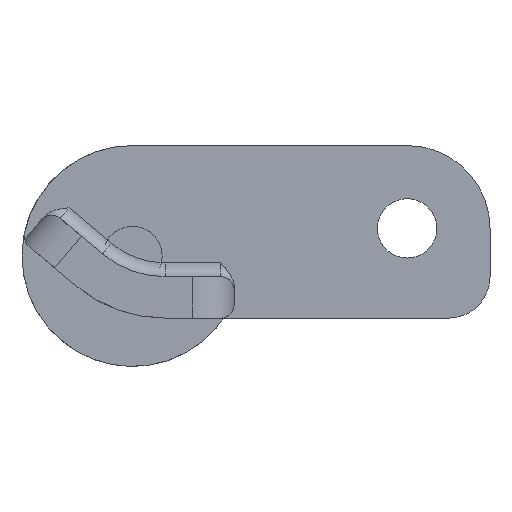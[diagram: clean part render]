
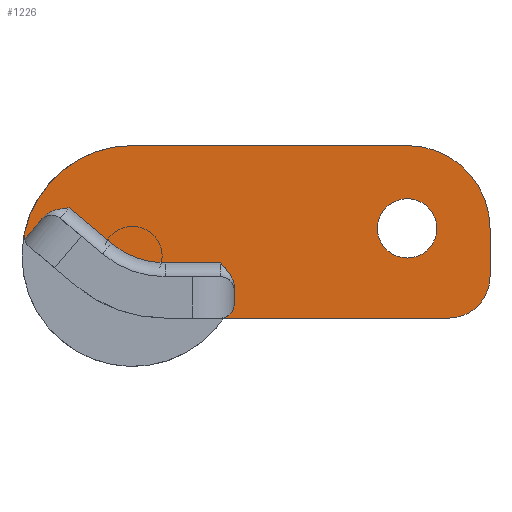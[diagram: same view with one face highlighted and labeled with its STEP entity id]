
A CAD part, front view. The second image highlights one B-rep face of the part: STEP entity #1226.
In plain terms, the highlighted planar face has unit normal (0, -1, 0).
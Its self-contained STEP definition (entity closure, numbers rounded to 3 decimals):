
#21=B_SPLINE_CURVE_WITH_KNOTS('',3,(#1903,#1904,#1905,#1906,#1907,#1908,
#1909,#1910),.UNSPECIFIED.,.F.,.F.,(4,2,2,4),(0.,0.102,0.151,
0.193),.UNSPECIFIED.);
#23=B_SPLINE_CURVE_WITH_KNOTS('',3,(#1950,#1951,#1952,#1953,#1954,#1955),
 .UNSPECIFIED.,.F.,.F.,(4,2,4),(0.506,0.582,0.7),
 .UNSPECIFIED.);
#65=LINE('',#1868,#158);
#75=LINE('',#1918,#168);
#83=LINE('',#1972,#176);
#87=LINE('',#1981,#180);
#88=LINE('',#1988,#181);
#126=LINE('',#2202,#219);
#127=LINE('',#2205,#220);
#158=VECTOR('',#1488,10.);
#168=VECTOR('',#1518,10.);
#176=VECTOR('',#1546,10.);
#180=VECTOR('',#1554,10.);
#181=VECTOR('',#1565,10.);
#219=VECTOR('',#1741,10.);
#220=VECTOR('',#1744,10.);
#261=FACE_BOUND('',#424,.T.);
#287=PLANE('',#1378);
#349=FACE_OUTER_BOUND('',#423,.T.);
#423=EDGE_LOOP('',(#1116,#1117,#1118,#1119,#1120,#1121,#1122,#1123,#1124,
#1125,#1126,#1127,#1128,#1129,#1130));
#424=EDGE_LOOP('',(#1131));
#463=CIRCLE('',#1308,6.062);
#472=CIRCLE('',#1324,1.);
#473=CIRCLE('',#1326,1.);
#482=CIRCLE('',#1337,8.);
#502=CIRCLE('',#1379,3.);
#503=CIRCLE('',#1380,6.);
#504=CIRCLE('',#1381,2.15);
#536=VERTEX_POINT('',#1865);
#537=VERTEX_POINT('',#1867);
#548=VERTEX_POINT('',#1901);
#549=VERTEX_POINT('',#1902);
#551=VERTEX_POINT('',#1916);
#559=VERTEX_POINT('',#1947);
#560=VERTEX_POINT('',#1949);
#563=VERTEX_POINT('',#1971);
#566=VERTEX_POINT('',#1979);
#567=VERTEX_POINT('',#1983);
#584=VERTEX_POINT('',#2043);
#590=VERTEX_POINT('',#2069);
#617=VERTEX_POINT('',#2199);
#618=VERTEX_POINT('',#2201);
#619=VERTEX_POINT('',#2203);
#620=VERTEX_POINT('',#2206);
#665=EDGE_CURVE('',#537,#536,#65,.T.);
#678=EDGE_CURVE('',#548,#549,#21,.F.);
#683=EDGE_CURVE('',#548,#551,#75,.T.);
#694=EDGE_CURVE('',#559,#560,#23,.F.);
#699=EDGE_CURVE('',#563,#560,#83,.T.);
#704=EDGE_CURVE('',#566,#559,#87,.T.);
#706=EDGE_CURVE('',#567,#566,#463,.T.);
#708=EDGE_CURVE('',#549,#567,#88,.T.);
#731=EDGE_CURVE('',#563,#584,#472,.T.);
#734=EDGE_CURVE('',#537,#551,#473,.F.);
#747=EDGE_CURVE('',#590,#584,#482,.T.);
#790=EDGE_CURVE('',#617,#536,#502,.T.);
#791=EDGE_CURVE('',#617,#618,#126,.T.);
#792=EDGE_CURVE('',#618,#619,#503,.T.);
#793=EDGE_CURVE('',#619,#590,#127,.T.);
#794=EDGE_CURVE('',#620,#620,#504,.T.);
#1116=ORIENTED_EDGE('',*,*,#683,.T.);
#1117=ORIENTED_EDGE('',*,*,#734,.F.);
#1118=ORIENTED_EDGE('',*,*,#665,.T.);
#1119=ORIENTED_EDGE('',*,*,#790,.F.);
#1120=ORIENTED_EDGE('',*,*,#791,.T.);
#1121=ORIENTED_EDGE('',*,*,#792,.T.);
#1122=ORIENTED_EDGE('',*,*,#793,.T.);
#1123=ORIENTED_EDGE('',*,*,#747,.T.);
#1124=ORIENTED_EDGE('',*,*,#731,.F.);
#1125=ORIENTED_EDGE('',*,*,#699,.T.);
#1126=ORIENTED_EDGE('',*,*,#694,.F.);
#1127=ORIENTED_EDGE('',*,*,#704,.F.);
#1128=ORIENTED_EDGE('',*,*,#706,.F.);
#1129=ORIENTED_EDGE('',*,*,#708,.F.);
#1130=ORIENTED_EDGE('',*,*,#678,.F.);
#1131=ORIENTED_EDGE('',*,*,#794,.T.);
#1226=ADVANCED_FACE('',(#349,#261),#287,.T.);
#1308=AXIS2_PLACEMENT_3D('',#1985,#1559,#1560);
#1324=AXIS2_PLACEMENT_3D('',#2044,#1605,#1606);
#1326=AXIS2_PLACEMENT_3D('',#2058,#1610,#1611);
#1337=AXIS2_PLACEMENT_3D('',#2083,#1636,#1637);
#1378=AXIS2_PLACEMENT_3D('',#2198,#1737,#1738);
#1379=AXIS2_PLACEMENT_3D('',#2200,#1739,#1740);
#1380=AXIS2_PLACEMENT_3D('',#2204,#1742,#1743);
#1381=AXIS2_PLACEMENT_3D('',#2207,#1745,#1746);
#1488=DIRECTION('',(1.,0.,0.));
#1518=DIRECTION('',(0.,0.,-1.));
#1546=DIRECTION('',(0.643,0.,0.766));
#1554=DIRECTION('',(-0.766,0.,0.643));
#1559=DIRECTION('center_axis',(0.,1.,0.));
#1560=DIRECTION('ref_axis',(-0.342,0.,-0.94));
#1565=DIRECTION('',(-1.,0.,0.));
#1605=DIRECTION('center_axis',(0.,1.,0.));
#1606=DIRECTION('ref_axis',(-0.946,0.,-0.325));
#1610=DIRECTION('center_axis',(0.,1.,0.));
#1611=DIRECTION('ref_axis',(0.707,0.,-0.707));
#1636=DIRECTION('center_axis',(0.,-1.,0.));
#1637=DIRECTION('ref_axis',(1.,0.,0.));
#1737=DIRECTION('center_axis',(0.,-1.,0.));
#1738=DIRECTION('ref_axis',(1.,0.,0.));
#1739=DIRECTION('center_axis',(0.,1.,0.));
#1740=DIRECTION('ref_axis',(0.707,0.,-0.707));
#1741=DIRECTION('',(0.,0.,1.));
#1742=DIRECTION('center_axis',(0.,-1.,0.));
#1743=DIRECTION('ref_axis',(1.,0.,0.));
#1744=DIRECTION('',(-1.,0.,0.));
#1745=DIRECTION('center_axis',(0.,1.,0.));
#1746=DIRECTION('ref_axis',(1.,0.,0.));
#1865=CARTESIAN_POINT('',(156.53,5.5,-167.5));
#1867=CARTESIAN_POINT('',(140.,5.5,-167.5));
#1868=CARTESIAN_POINT('',(136.,5.5,-167.5));
#1901=CARTESIAN_POINT('',(141.,5.5,-165.232));
#1902=CARTESIAN_POINT('',(140.,5.5,-163.5));
#1903=CARTESIAN_POINT('Ctrl Pts',(140.,5.5,-163.5));
#1904=CARTESIAN_POINT('Ctrl Pts',(140.24,5.5,-163.74));
#1905=CARTESIAN_POINT('Ctrl Pts',(140.525,5.5,-164.032));
#1906=CARTESIAN_POINT('Ctrl Pts',(140.795,5.5,-164.459));
#1907=CARTESIAN_POINT('Ctrl Pts',(140.882,5.5,-164.636));
#1908=CARTESIAN_POINT('Ctrl Pts',(140.972,5.5,-164.927));
#1909=CARTESIAN_POINT('Ctrl Pts',(141.,5.5,-165.092));
#1910=CARTESIAN_POINT('Ctrl Pts',(141.,5.5,-165.232));
#1916=CARTESIAN_POINT('',(141.,5.5,-166.5));
#1918=CARTESIAN_POINT('',(141.,5.5,-164.375));
#1947=CARTESIAN_POINT('',(129.039,5.5,-159.511));
#1949=CARTESIAN_POINT('',(127.16,5.5,-160.195));
#1950=CARTESIAN_POINT('Ctrl Pts',(127.16,5.5,-160.195));
#1951=CARTESIAN_POINT('Ctrl Pts',(127.324,5.5,-159.999));
#1952=CARTESIAN_POINT('Ctrl Pts',(127.58,5.5,-159.833));
#1953=CARTESIAN_POINT('Ctrl Pts',(128.181,5.5,-159.594));
#1954=CARTESIAN_POINT('Ctrl Pts',(128.649,5.5,-159.545));
#1955=CARTESIAN_POINT('Ctrl Pts',(129.039,5.5,-159.511));
#1971=CARTESIAN_POINT('',(125.819,5.5,-161.793));
#1972=CARTESIAN_POINT('',(130.328,5.5,-156.419));
#1979=CARTESIAN_POINT('',(132.103,5.5,-162.082));
#1981=CARTESIAN_POINT('',(134.983,5.5,-164.498));
#1983=CARTESIAN_POINT('',(136.,5.5,-163.5));
#1985=CARTESIAN_POINT('Origin',(136.,5.5,-157.438));
#1988=CARTESIAN_POINT('',(141.808,5.5,-163.5));
#2043=CARTESIAN_POINT('',(125.807,5.5,-161.326));
#2044=CARTESIAN_POINT('Origin',(126.785,5.5,-161.536));
#2058=CARTESIAN_POINT('Origin',(140.,5.5,-166.5));
#2069=CARTESIAN_POINT('',(133.63,5.5,-155.));
#2083=CARTESIAN_POINT('Origin',(133.63,5.5,-163.));
#2198=CARTESIAN_POINT('Origin',(142.616,5.5,-161.25));
#2199=CARTESIAN_POINT('',(159.53,5.5,-164.5));
#2200=CARTESIAN_POINT('Origin',(156.53,5.5,-164.5));
#2201=CARTESIAN_POINT('',(159.53,5.5,-161.));
#2202=CARTESIAN_POINT('',(159.53,5.5,-167.5));
#2203=CARTESIAN_POINT('',(153.53,5.5,-155.));
#2204=CARTESIAN_POINT('Origin',(153.53,5.5,-161.));
#2205=CARTESIAN_POINT('',(153.53,5.5,-155.));
#2206=CARTESIAN_POINT('',(151.38,5.5,-161.));
#2207=CARTESIAN_POINT('Origin',(153.53,5.5,-161.));
